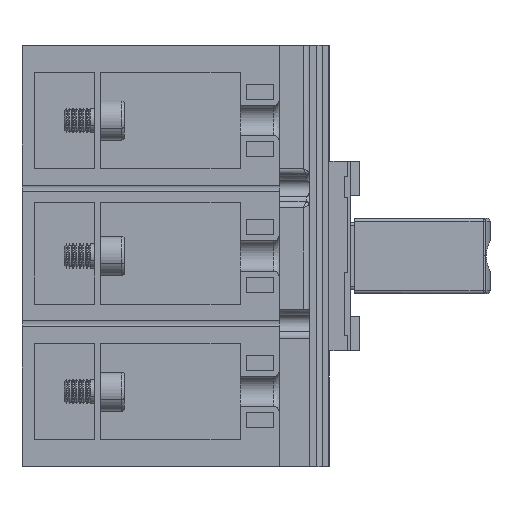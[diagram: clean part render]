
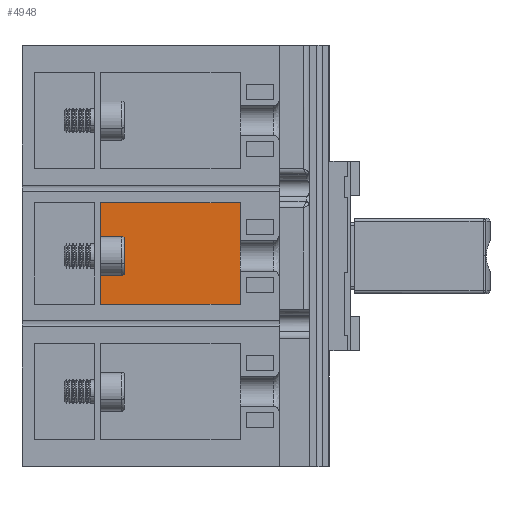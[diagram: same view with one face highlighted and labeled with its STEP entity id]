
A CAD part, front view. The second image highlights one B-rep face of the part: STEP entity #4948.
In plain terms, the highlighted planar face has unit normal (0, -1, 0).
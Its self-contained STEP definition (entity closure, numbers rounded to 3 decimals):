
#247 = ORIENTED_EDGE ( 'NONE', *, *, #1295, .T. ) ;
#692 = CARTESIAN_POINT ( 'NONE',  ( 26., -103.5, -16. ) ) ;
#1197 = CARTESIAN_POINT ( 'NONE',  ( 0., -103.5, 0. ) ) ;
#1295 = EDGE_CURVE ( 'NONE', #2476, #10570, #17787, .T. ) ;
#2476 = VERTEX_POINT ( 'NONE', #11829 ) ;
#3221 = PLANE ( 'NONE',  #11024 ) ;
#3724 = ORIENTED_EDGE ( 'NONE', *, *, #7088, .T. ) ;
#4948 = ADVANCED_FACE ( 'NONE', ( #17234 ), #3221, .F. ) ;
#5018 = VECTOR ( 'NONE', #15492, 1000. ) ;
#5315 = DIRECTION ( 'NONE',  ( 0., 0., 1. ) ) ;
#5693 = DIRECTION ( 'NONE',  ( -1., 0., 0. ) ) ;
#5776 = VECTOR ( 'NONE', #14265, 1000. ) ;
#6683 = LINE ( 'NONE', #19676, #11389 ) ;
#6935 = EDGE_LOOP ( 'NONE', ( #3724, #11013, #14098, #247 ) ) ;
#7088 = EDGE_CURVE ( 'NONE', #10570, #13218, #25224, .T. ) ;
#8496 = VERTEX_POINT ( 'NONE', #9651 ) ;
#8964 = CARTESIAN_POINT ( 'NONE',  ( 26., -103.5, -16. ) ) ;
#9651 = CARTESIAN_POINT ( 'NONE',  ( 72.5, -103.5, 17.75 ) ) ;
#9965 = CARTESIAN_POINT ( 'NONE',  ( 26., -103.5, 17.75 ) ) ;
#10570 = VERTEX_POINT ( 'NONE', #8964 ) ;
#10650 = DIRECTION ( 'NONE',  ( 0., 1., 0. ) ) ;
#11013 = ORIENTED_EDGE ( 'NONE', *, *, #11411, .T. ) ;
#11024 = AXIS2_PLACEMENT_3D ( 'NONE', #1197, #10650, #24490 ) ;
#11389 = VECTOR ( 'NONE', #5315, 1000. ) ;
#11411 = EDGE_CURVE ( 'NONE', #13218, #8496, #6683, .T. ) ;
#11829 = CARTESIAN_POINT ( 'NONE',  ( 26., -103.5, 17.75 ) ) ;
#13218 = VERTEX_POINT ( 'NONE', #24108 ) ;
#14098 = ORIENTED_EDGE ( 'NONE', *, *, #18063, .T. ) ;
#14265 = DIRECTION ( 'NONE',  ( 1., 0., 0. ) ) ;
#15492 = DIRECTION ( 'NONE',  ( 0., 0., -1. ) ) ;
#16580 = VECTOR ( 'NONE', #5693, 1000. ) ;
#17234 = FACE_OUTER_BOUND ( 'NONE', #6935, .T. ) ;
#17787 = LINE ( 'NONE', #24827, #5018 ) ;
#18063 = EDGE_CURVE ( 'NONE', #8496, #2476, #19491, .T. ) ;
#19491 = LINE ( 'NONE', #9965, #16580 ) ;
#19676 = CARTESIAN_POINT ( 'NONE',  ( 72.5, -103.5, -16. ) ) ;
#24108 = CARTESIAN_POINT ( 'NONE',  ( 72.5, -103.5, -16. ) ) ;
#24490 = DIRECTION ( 'NONE',  ( 0., 0., 1. ) ) ;
#24827 = CARTESIAN_POINT ( 'NONE',  ( 26., -103.5, 0. ) ) ;
#25224 = LINE ( 'NONE', #692, #5776 ) ;
